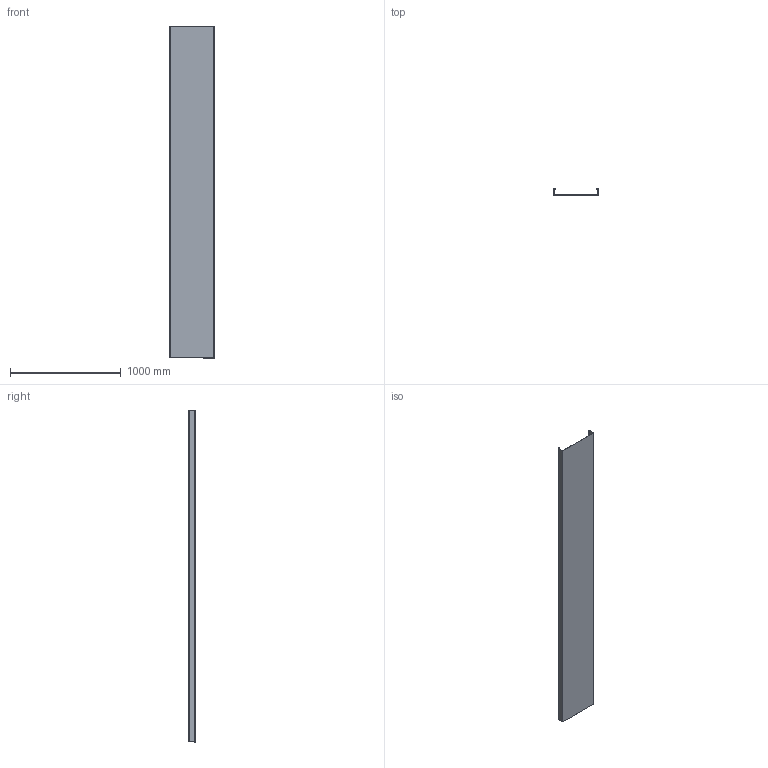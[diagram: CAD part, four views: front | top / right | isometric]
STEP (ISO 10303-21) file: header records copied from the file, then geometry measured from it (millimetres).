
FILE_DESCRIPTION (( 'STEP AP214' ), '1' );
FILE_NAME ('6056970_KSTP1.stp', '2018-06-22T13:40:29', ( '' ), ( '' ), 'SwSTEP 2.0', 'SolidWorks 2016', '' );
FILE_SCHEMA (( 'AUTOMOTIVE_DESIGN' ));
Length unit declared in the file: millimetre
Products named in the file (1): 6056970_KSTP1
Bounding box: 400 x 61 x 3000 mm (x, y, z)
Volume: 3247619.4 mm3; surface area: 3261784.5 mm2
Topology: 1 solids, 1 shells, 40 faces, 82 edges, 44 vertices
Faces by surface type: plane 30, cylinder 10
Entity records: 1044 total; most frequent: DIRECTION 184, CARTESIAN_POINT 167, ORIENTED_EDGE 164, EDGE_CURVE 82, LINE 62, VECTOR 62, AXIS2_PLACEMENT_3D 61, VERTEX_POINT 44
